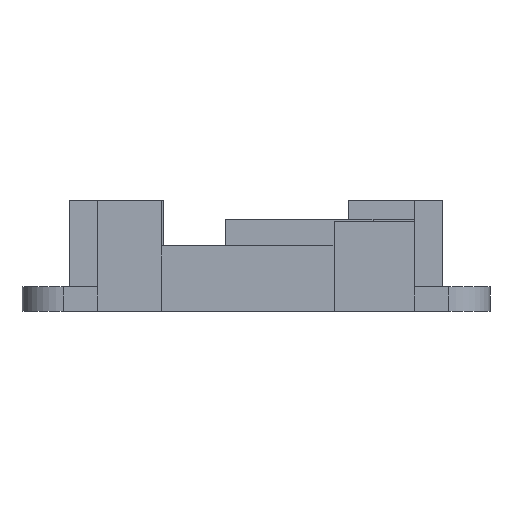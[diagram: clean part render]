
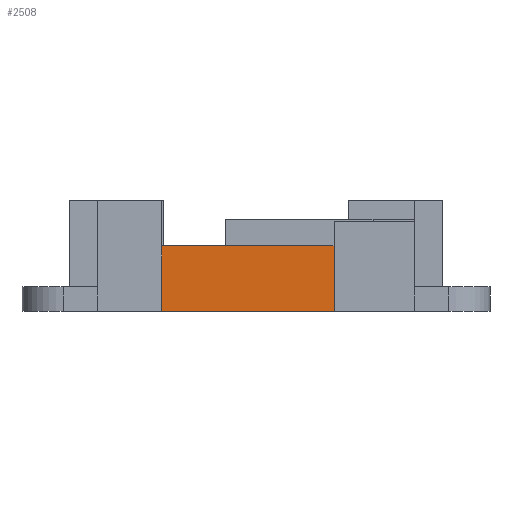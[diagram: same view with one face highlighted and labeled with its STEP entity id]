
A CAD part, front view. The second image highlights one B-rep face of the part: STEP entity #2508.
In plain terms, the highlighted planar face has unit normal (0, -1, 0).
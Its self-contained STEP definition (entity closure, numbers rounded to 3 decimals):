
#90 = LINE ( 'NONE', #2471, #2613 ) ;
#250 = VERTEX_POINT ( 'NONE', #305 ) ;
#305 = CARTESIAN_POINT ( 'NONE',  ( 13., 6.2, 0. ) ) ;
#366 = ORIENTED_EDGE ( 'NONE', *, *, #2589, .T. ) ;
#392 = CARTESIAN_POINT ( 'NONE',  ( 13., 6.2, -0.001 ) ) ;
#395 = CARTESIAN_POINT ( 'NONE',  ( 13., 6.2, 3.2 ) ) ;
#419 = VERTEX_POINT ( 'NONE', #2581 ) ;
#568 = DIRECTION ( 'NONE',  ( 0., 0., 1. ) ) ;
#750 = CARTESIAN_POINT ( 'NONE',  ( 0., 6.2, 3.2 ) ) ;
#777 = VECTOR ( 'NONE', #568, 1000. ) ;
#790 = LINE ( 'NONE', #750, #850 ) ;
#850 = VECTOR ( 'NONE', #1587, 1000. ) ;
#879 = CARTESIAN_POINT ( 'NONE',  ( 4.6, 6.2, 3.2 ) ) ;
#882 = DIRECTION ( 'NONE',  ( 0., 0., 1. ) ) ;
#1045 = VERTEX_POINT ( 'NONE', #395 ) ;
#1127 = PLANE ( 'NONE',  #1931 ) ;
#1189 = LINE ( 'NONE', #392, #777 ) ;
#1307 = ORIENTED_EDGE ( 'NONE', *, *, #2631, .T. ) ;
#1452 = LINE ( 'NONE', #1484, #1602 ) ;
#1456 = DIRECTION ( 'NONE',  ( 0., 0., 1. ) ) ;
#1484 = CARTESIAN_POINT ( 'NONE',  ( 4.6, 6.2, 0. ) ) ;
#1564 = EDGE_LOOP ( 'NONE', ( #1307, #366, #1580, #2462 ) ) ;
#1580 = ORIENTED_EDGE ( 'NONE', *, *, #2352, .F. ) ;
#1587 = DIRECTION ( 'NONE',  ( -1., 0., 0. ) ) ;
#1602 = VECTOR ( 'NONE', #2297, 1000. ) ;
#1692 = EDGE_CURVE ( 'NONE', #250, #419, #1452, .T. ) ;
#1931 = AXIS2_PLACEMENT_3D ( 'NONE', #2554, #2324, #882 ) ;
#2105 = VERTEX_POINT ( 'NONE', #879 ) ;
#2297 = DIRECTION ( 'NONE',  ( -1., 0., 0. ) ) ;
#2324 = DIRECTION ( 'NONE',  ( 0., 1., 0. ) ) ;
#2352 = EDGE_CURVE ( 'NONE', #419, #2105, #90, .T. ) ;
#2462 = ORIENTED_EDGE ( 'NONE', *, *, #1692, .F. ) ;
#2471 = CARTESIAN_POINT ( 'NONE',  ( 4.6, 6.2, -0.001 ) ) ;
#2508 = ADVANCED_FACE ( 'NONE', ( #2526 ), #1127, .F. ) ;
#2526 = FACE_OUTER_BOUND ( 'NONE', #1564, .T. ) ;
#2554 = CARTESIAN_POINT ( 'NONE',  ( 4.6, 6.2, -0.001 ) ) ;
#2581 = CARTESIAN_POINT ( 'NONE',  ( 4.6, 6.2, 0. ) ) ;
#2589 = EDGE_CURVE ( 'NONE', #1045, #2105, #790, .T. ) ;
#2613 = VECTOR ( 'NONE', #1456, 1000. ) ;
#2631 = EDGE_CURVE ( 'NONE', #250, #1045, #1189, .T. ) ;
